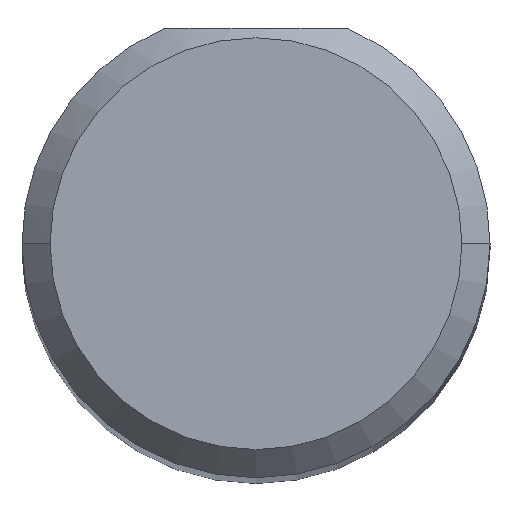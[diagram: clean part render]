
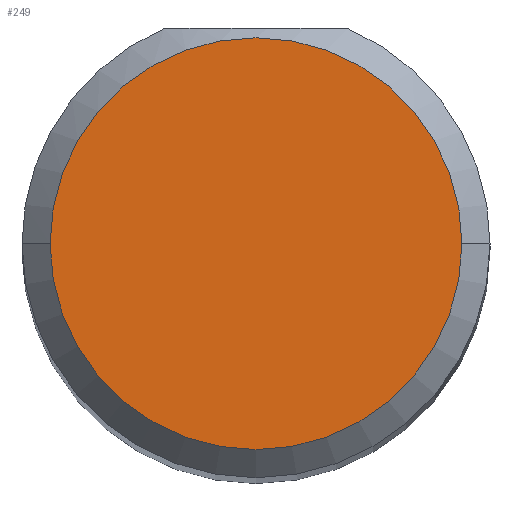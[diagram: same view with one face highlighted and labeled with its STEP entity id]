
A CAD part, top view. The second image highlights one B-rep face of the part: STEP entity #249.
In plain terms, the highlighted planar face has unit normal (0, 0, 1).
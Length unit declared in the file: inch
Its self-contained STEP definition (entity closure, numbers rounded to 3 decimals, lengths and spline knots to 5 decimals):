
#8 = DIRECTION ( 'NONE',  ( -1., 0., 0. ) ) ;
#43 = CIRCLE ( 'NONE', #366, 0.11 ) ;
#67 = DIRECTION ( 'NONE',  ( 0., 0., -1. ) ) ;
#79 = EDGE_CURVE ( 'NONE', #116, #449, #109, .T. ) ;
#109 = CIRCLE ( 'NONE', #181, 0.11 ) ;
#113 = DIRECTION ( 'NONE',  ( -1., 0., 0. ) ) ;
#116 = VERTEX_POINT ( 'NONE', #202 ) ;
#125 = PLANE ( 'NONE',  #547 ) ;
#126 = ORIENTED_EDGE ( 'NONE', *, *, #407, .F. ) ;
#145 = CARTESIAN_POINT ( 'NONE',  ( 0.5, 0., 2.5 ) ) ;
#181 = AXIS2_PLACEMENT_3D ( 'NONE', #291, #67, #113 ) ;
#187 = EDGE_LOOP ( 'NONE', ( #126, #485 ) ) ;
#192 = CARTESIAN_POINT ( 'NONE',  ( 0.61, 0., 2.5 ) ) ;
#202 = CARTESIAN_POINT ( 'NONE',  ( 0.39, 0., 2.5 ) ) ;
#249 = ADVANCED_FACE ( 'NONE', ( #524 ), #125, .T. ) ;
#267 = DIRECTION ( 'NONE',  ( 0., 0., -1. ) ) ;
#291 = CARTESIAN_POINT ( 'NONE',  ( 0.5, 0., 2.5 ) ) ;
#300 = DIRECTION ( 'NONE',  ( -1., 0., 0. ) ) ;
#366 = AXIS2_PLACEMENT_3D ( 'NONE', #145, #267, #8 ) ;
#407 = EDGE_CURVE ( 'NONE', #449, #116, #43, .T. ) ;
#449 = VERTEX_POINT ( 'NONE', #192 ) ;
#470 = CARTESIAN_POINT ( 'NONE',  ( 0.5, 0., 2.5 ) ) ;
#485 = ORIENTED_EDGE ( 'NONE', *, *, #79, .F. ) ;
#524 = FACE_OUTER_BOUND ( 'NONE', #187, .T. ) ;
#530 = DIRECTION ( 'NONE',  ( 0., 0., 1. ) ) ;
#547 = AXIS2_PLACEMENT_3D ( 'NONE', #470, #530, #300 ) ;
